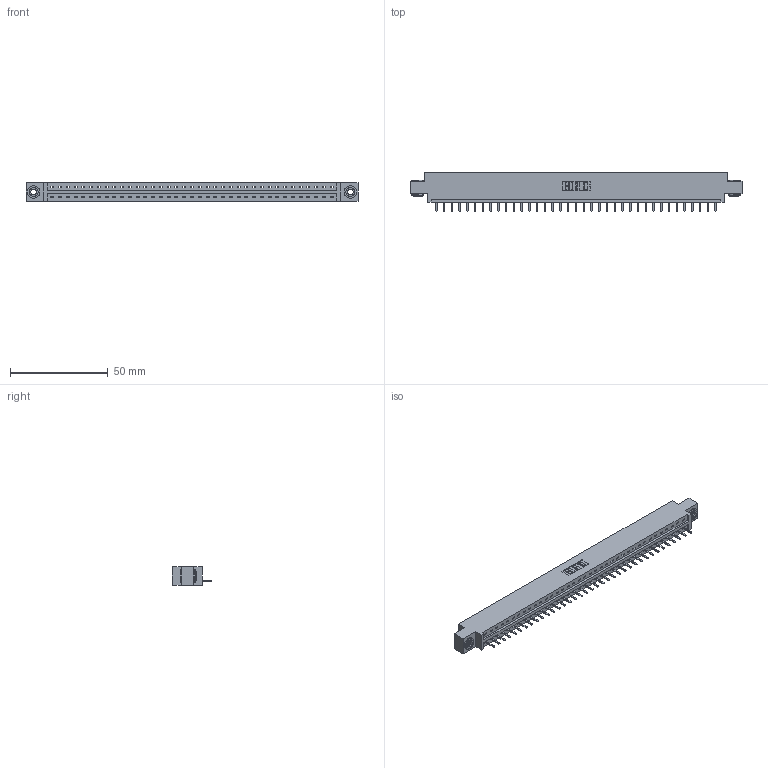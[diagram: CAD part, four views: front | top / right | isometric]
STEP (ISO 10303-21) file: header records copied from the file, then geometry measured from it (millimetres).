
FILE_DESCRIPTION (( 'STEP AP203' ), '1' );
FILE_NAME ('337-037-520-603.STEP', '2019-10-01T15:02:18', ( '' ), ( '' ), 'SwSTEP 2.0', 'SolidWorks 2016', '' );
FILE_SCHEMA (( 'CONFIG_CONTROL_DESIGN' ));
Length unit declared in the file: inch
Products named in the file (4): 345-292-001_345-293-120; 337-037-520-603; 337 Part_0.170 Offset - 0.156 Dia-TH; 345-250-002_345-250-002-102
Assembly tree (40 placements, depth 2):
  337-037-520-603
    337 Part_0.170 Offset - 0.156 Dia-TH
    345-292-001_345-293-120  x37
    345-250-002_345-250-002-102  x2
Bounding box: 169.62 x 20.02 x 9.4 mm (x, y, z)
Volume: 17362.2 mm3; surface area: 17859.5 mm2
Topology: 40 solids, 40 shells, 2598 faces, 7651 edges, 4998 vertices
Faces by surface type: plane 1860, cylinder 730, cone 8
Entity records: 29046 total; most frequent: CARTESIAN_POINT 5048, ORIENTED_EDGE 5002, DIRECTION 4281, EDGE_CURVE 2501, VECTOR 2345, LINE 2345, VERTEX_POINT 1662, AXIS2_PLACEMENT_3D 968
